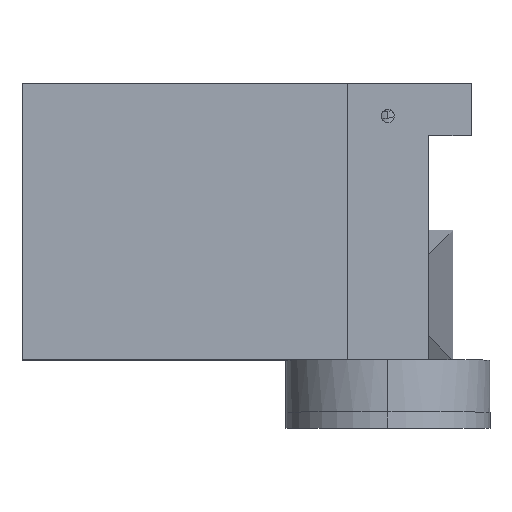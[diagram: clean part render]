
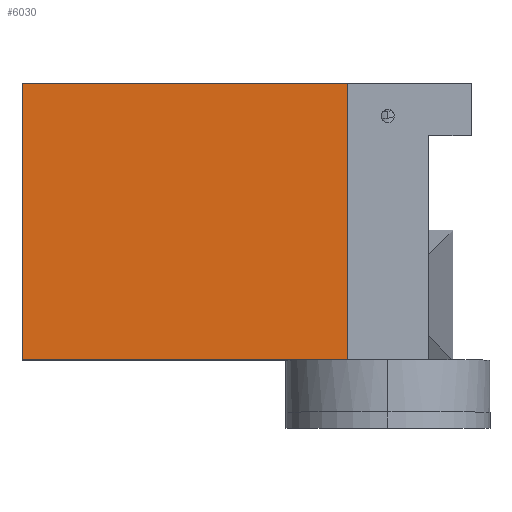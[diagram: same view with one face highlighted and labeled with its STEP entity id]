
A CAD part, top view. The second image highlights one B-rep face of the part: STEP entity #6030.
In plain terms, the highlighted planar face has unit normal (0, 0, 1).
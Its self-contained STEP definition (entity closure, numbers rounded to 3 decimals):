
#721 = LINE ( 'NONE', #4833, #5623 ) ;
#833 = CARTESIAN_POINT ( 'NONE',  ( -12.5, 215.218, 31.415 ) ) ;
#919 = CARTESIAN_POINT ( 'NONE',  ( -12.5, 215.218, 31.415 ) ) ;
#1179 = EDGE_CURVE ( 'NONE', #3188, #10142, #721, .T. ) ;
#2016 = DIRECTION ( 'NONE',  ( 0., -1., 0. ) ) ;
#2116 = ORIENTED_EDGE ( 'NONE', *, *, #6329, .T. ) ;
#3106 = DIRECTION ( 'NONE',  ( -1., 0., 0. ) ) ;
#3188 = VERTEX_POINT ( 'NONE', #7172 ) ;
#3670 = ORIENTED_EDGE ( 'NONE', *, *, #5017, .F. ) ;
#3951 = PLANE ( 'NONE',  #7988 ) ;
#4056 = CARTESIAN_POINT ( 'NONE',  ( -112.5, 21., 31.415 ) ) ;
#4089 = DIRECTION ( 'NONE',  ( 0., -1., 0. ) ) ;
#4336 = ORIENTED_EDGE ( 'NONE', *, *, #8876, .T. ) ;
#4833 = CARTESIAN_POINT ( 'NONE',  ( -12.5, 21., 31.415 ) ) ;
#4876 = CARTESIAN_POINT ( 'NONE',  ( -12.5, 106., 31.415 ) ) ;
#5017 = EDGE_CURVE ( 'NONE', #8651, #3188, #5033, .T. ) ;
#5033 = LINE ( 'NONE', #919, #9301 ) ;
#5600 = ORIENTED_EDGE ( 'NONE', *, *, #1179, .F. ) ;
#5623 = VECTOR ( 'NONE', #3106, 1000. ) ;
#6007 = DIRECTION ( 'NONE',  ( -1., 0., 0. ) ) ;
#6030 = ADVANCED_FACE ( 'NONE', ( #7847 ), #3951, .T. ) ;
#6329 = EDGE_CURVE ( 'NONE', #7191, #10142, #10015, .T. ) ;
#6485 = EDGE_LOOP ( 'NONE', ( #3670, #4336, #2116, #5600 ) ) ;
#6785 = LINE ( 'NONE', #9942, #8024 ) ;
#7122 = DIRECTION ( 'NONE',  ( 1., 0., 0. ) ) ;
#7172 = CARTESIAN_POINT ( 'NONE',  ( -12.5, 21., 31.415 ) ) ;
#7191 = VERTEX_POINT ( 'NONE', #10259 ) ;
#7344 = VECTOR ( 'NONE', #2016, 1000. ) ;
#7535 = CARTESIAN_POINT ( 'NONE',  ( -112.5, 215.218, 31.415 ) ) ;
#7847 = FACE_OUTER_BOUND ( 'NONE', #6485, .T. ) ;
#7988 = AXIS2_PLACEMENT_3D ( 'NONE', #833, #8569, #7122 ) ;
#8024 = VECTOR ( 'NONE', #6007, 1000. ) ;
#8569 = DIRECTION ( 'NONE',  ( 0., 0., 1. ) ) ;
#8651 = VERTEX_POINT ( 'NONE', #4876 ) ;
#8876 = EDGE_CURVE ( 'NONE', #8651, #7191, #6785, .T. ) ;
#9301 = VECTOR ( 'NONE', #4089, 1000. ) ;
#9942 = CARTESIAN_POINT ( 'NONE',  ( -12.5, 106., 31.415 ) ) ;
#10015 = LINE ( 'NONE', #7535, #7344 ) ;
#10142 = VERTEX_POINT ( 'NONE', #4056 ) ;
#10259 = CARTESIAN_POINT ( 'NONE',  ( -112.5, 106., 31.415 ) ) ;
